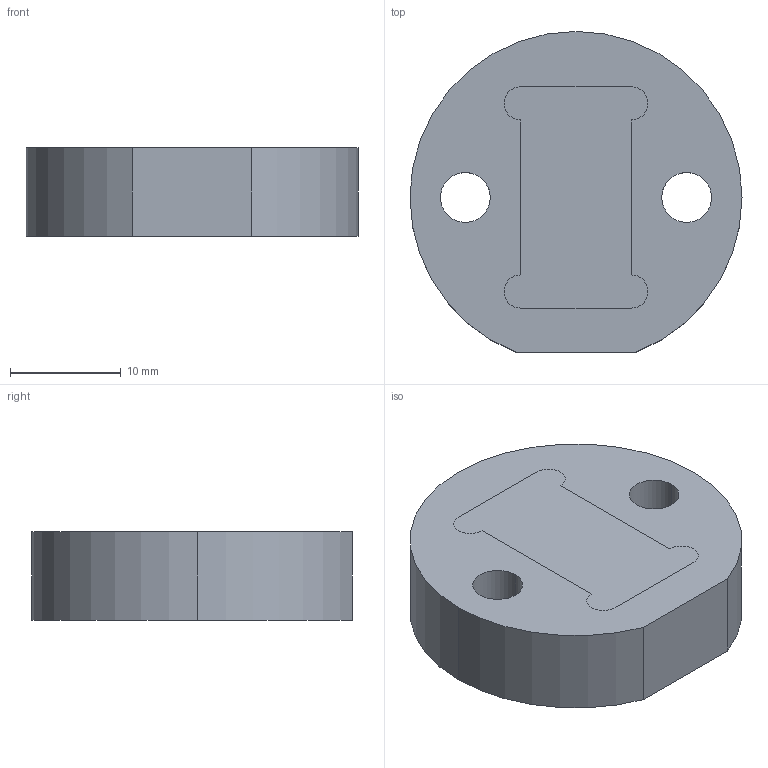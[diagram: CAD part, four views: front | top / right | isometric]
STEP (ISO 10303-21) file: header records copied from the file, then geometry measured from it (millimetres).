
FILE_DESCRIPTION (( 'STEP AP214' ), '1' );
FILE_NAME ('Z-RFC-P22.STEP', '2020-01-20T07:14:06', ( '' ), ( '' ), 'SwSTEP 2.0', 'SolidWorks 2017', '' );
FILE_SCHEMA (( 'AUTOMOTIVE_DESIGN' ));
Length unit declared in the file: millimetre
Products named in the file (4): 900095928_000; 900095929_000; Z-RFC-P22; 900096257_000
Assembly tree (3 placements, depth 2):
  Z-RFC-P22
    900095929_000
    900095928_000
    900096257_000
Bounding box: 30 x 29 x 8 mm (x, y, z)
Volume: 5004.5 mm3; surface area: 4440.5 mm2
Topology: 4 solids, 4 shells, 98 faces, 233 edges, 134 vertices
Faces by surface type: cylinder 49, plane 37, sphere 12
Entity records: 3295 total; most frequent: DIRECTION 522, CARTESIAN_POINT 472, ORIENTED_EDGE 442, EDGE_CURVE 221, AXIS2_PLACEMENT_3D 200, VERTEX_POINT 134, LINE 122, VECTOR 122
